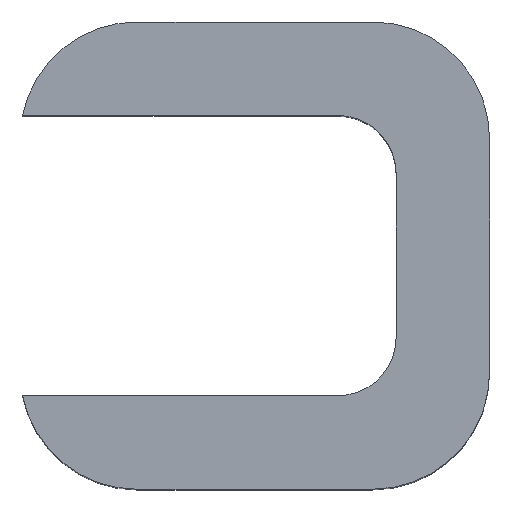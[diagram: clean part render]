
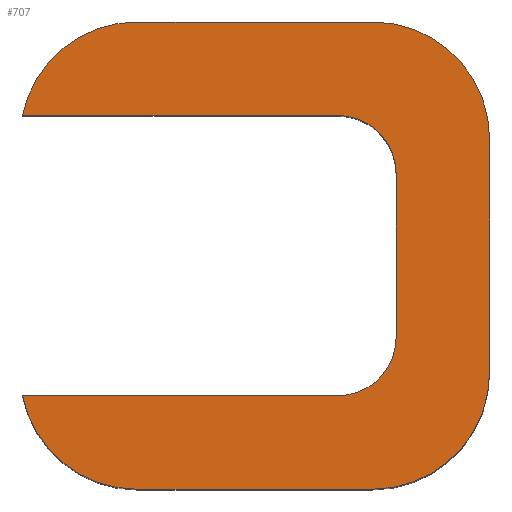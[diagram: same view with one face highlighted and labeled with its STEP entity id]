
A CAD part, top view. The second image highlights one B-rep face of the part: STEP entity #707.
In plain terms, the highlighted planar face has unit normal (0, 0, 1).
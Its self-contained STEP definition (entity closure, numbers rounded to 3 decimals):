
#28=PLANE('',#762);
#58=FACE_OUTER_BOUND('',#96,.T.);
#96=EDGE_LOOP('',(#499,#500,#501,#502,#503,#504,#505,#506,#507,#508,#509,
#510));
#144=LINE('',#1030,#227);
#145=LINE('',#1034,#228);
#146=LINE('',#1038,#229);
#147=LINE('',#1042,#230);
#148=LINE('',#1046,#231);
#149=LINE('',#1049,#232);
#227=VECTOR('',#830,10.);
#228=VECTOR('',#833,10.);
#229=VECTOR('',#836,10.);
#230=VECTOR('',#839,10.);
#231=VECTOR('',#842,10.);
#232=VECTOR('',#845,10.);
#309=CIRCLE('',#761,5.);
#310=CIRCLE('',#763,5.);
#311=CIRCLE('',#764,5.);
#312=CIRCLE('',#765,5.);
#313=CIRCLE('',#766,2.5);
#314=CIRCLE('',#767,2.5);
#328=VERTEX_POINT('',#1023);
#329=VERTEX_POINT('',#1025);
#330=VERTEX_POINT('',#1029);
#331=VERTEX_POINT('',#1031);
#332=VERTEX_POINT('',#1033);
#333=VERTEX_POINT('',#1035);
#334=VERTEX_POINT('',#1037);
#335=VERTEX_POINT('',#1039);
#336=VERTEX_POINT('',#1041);
#337=VERTEX_POINT('',#1043);
#338=VERTEX_POINT('',#1045);
#339=VERTEX_POINT('',#1047);
#396=EDGE_CURVE('',#328,#329,#309,.T.);
#398=EDGE_CURVE('',#330,#328,#144,.T.);
#399=EDGE_CURVE('',#331,#330,#310,.T.);
#400=EDGE_CURVE('',#332,#331,#145,.T.);
#401=EDGE_CURVE('',#333,#332,#311,.T.);
#402=EDGE_CURVE('',#334,#333,#146,.T.);
#403=EDGE_CURVE('',#335,#334,#312,.T.);
#404=EDGE_CURVE('',#336,#335,#147,.T.);
#405=EDGE_CURVE('',#337,#336,#313,.T.);
#406=EDGE_CURVE('',#338,#337,#148,.T.);
#407=EDGE_CURVE('',#339,#338,#314,.T.);
#408=EDGE_CURVE('',#339,#329,#149,.T.);
#499=ORIENTED_EDGE('',*,*,#396,.F.);
#500=ORIENTED_EDGE('',*,*,#398,.F.);
#501=ORIENTED_EDGE('',*,*,#399,.F.);
#502=ORIENTED_EDGE('',*,*,#400,.F.);
#503=ORIENTED_EDGE('',*,*,#401,.F.);
#504=ORIENTED_EDGE('',*,*,#402,.F.);
#505=ORIENTED_EDGE('',*,*,#403,.F.);
#506=ORIENTED_EDGE('',*,*,#404,.F.);
#507=ORIENTED_EDGE('',*,*,#405,.F.);
#508=ORIENTED_EDGE('',*,*,#406,.F.);
#509=ORIENTED_EDGE('',*,*,#407,.F.);
#510=ORIENTED_EDGE('',*,*,#408,.T.);
#707=ADVANCED_FACE('',(#58),#28,.T.);
#761=AXIS2_PLACEMENT_3D('',#1026,#825,#826);
#762=AXIS2_PLACEMENT_3D('',#1028,#828,#829);
#763=AXIS2_PLACEMENT_3D('',#1032,#831,#832);
#764=AXIS2_PLACEMENT_3D('',#1036,#834,#835);
#765=AXIS2_PLACEMENT_3D('',#1040,#837,#838);
#766=AXIS2_PLACEMENT_3D('',#1044,#840,#841);
#767=AXIS2_PLACEMENT_3D('',#1048,#843,#844);
#825=DIRECTION('center_axis',(0.,0.,-1.));
#826=DIRECTION('ref_axis',(-0.98,-0.2,0.));
#828=DIRECTION('center_axis',(0.,0.,1.));
#829=DIRECTION('ref_axis',(1.,0.,0.));
#830=DIRECTION('',(-1.,0.,0.));
#831=DIRECTION('center_axis',(0.,0.,-1.));
#832=DIRECTION('ref_axis',(0.707,-0.707,0.));
#833=DIRECTION('',(0.,-1.,0.));
#834=DIRECTION('center_axis',(0.,0.,-1.));
#835=DIRECTION('ref_axis',(0.707,0.707,0.));
#836=DIRECTION('',(1.,0.,0.));
#837=DIRECTION('center_axis',(0.,0.,-1.));
#838=DIRECTION('ref_axis',(-0.98,0.2,0.));
#839=DIRECTION('',(-1.,0.,0.));
#840=DIRECTION('center_axis',(0.,0.,1.));
#841=DIRECTION('ref_axis',(0.707,0.707,0.));
#842=DIRECTION('',(0.,1.,0.));
#843=DIRECTION('center_axis',(0.,0.,1.));
#844=DIRECTION('ref_axis',(0.707,-0.707,0.));
#845=DIRECTION('',(-1.,0.,0.));
#1023=CARTESIAN_POINT('',(-221.101,-1.,20.));
#1025=CARTESIAN_POINT('',(-226.,3.,20.));
#1026=CARTESIAN_POINT('Origin',(-221.101,4.,20.));
#1028=CARTESIAN_POINT('Origin',(-214.,9.,20.));
#1029=CARTESIAN_POINT('',(-211.,-1.,20.));
#1030=CARTESIAN_POINT('',(-218.,-1.,20.));
#1031=CARTESIAN_POINT('',(-206.,4.,20.));
#1032=CARTESIAN_POINT('Origin',(-211.,4.,20.));
#1033=CARTESIAN_POINT('',(-206.,14.,20.));
#1034=CARTESIAN_POINT('',(-206.,4.,20.));
#1035=CARTESIAN_POINT('',(-211.,19.,20.));
#1036=CARTESIAN_POINT('Origin',(-211.,14.,20.));
#1037=CARTESIAN_POINT('',(-221.101,19.,20.));
#1038=CARTESIAN_POINT('',(-210.,19.,20.));
#1039=CARTESIAN_POINT('',(-226.,15.,20.));
#1040=CARTESIAN_POINT('Origin',(-221.101,14.,20.));
#1041=CARTESIAN_POINT('',(-212.5,15.,20.));
#1042=CARTESIAN_POINT('',(-218.,15.,20.));
#1043=CARTESIAN_POINT('',(-210.,12.5,20.));
#1044=CARTESIAN_POINT('Origin',(-212.5,12.5,20.));
#1045=CARTESIAN_POINT('',(-210.,5.5,20.));
#1046=CARTESIAN_POINT('',(-210.,12.,20.));
#1047=CARTESIAN_POINT('',(-212.5,3.,20.));
#1048=CARTESIAN_POINT('Origin',(-212.5,5.5,20.));
#1049=CARTESIAN_POINT('',(-222.,3.,20.));
